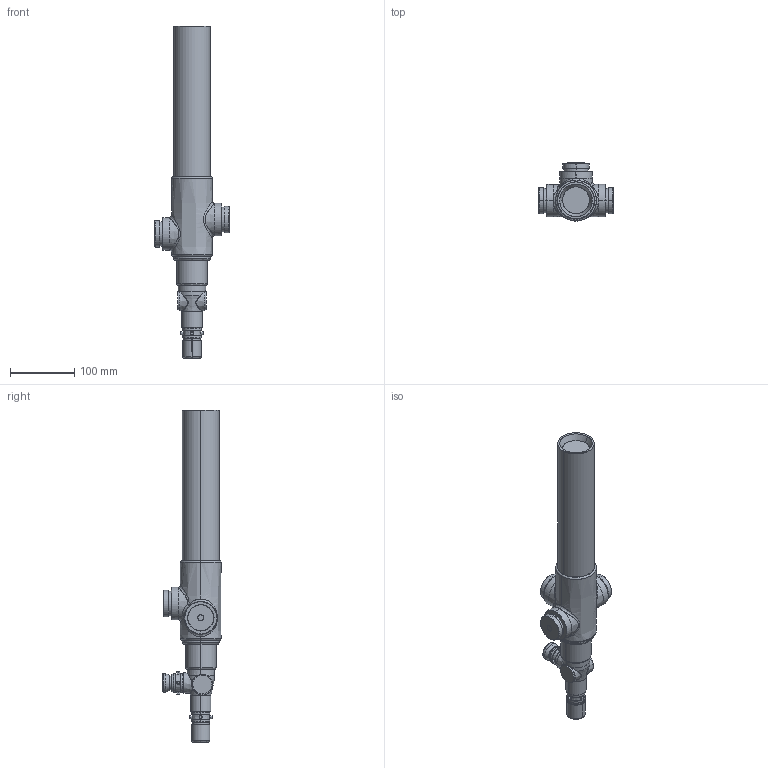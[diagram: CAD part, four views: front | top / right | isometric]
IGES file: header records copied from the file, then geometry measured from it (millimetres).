
Start section: SolidWorks IGES file using analytic representation for surfaces
Global section: file name: 71-2030 SHELL.IGS; native system: SolidWorks 2013; preprocessor: SolidWorks 2013; author: igipson; date: 130524.092829; units: millimetre
Bounding box: 117.47 x 90.81 x 517.37 mm (x, y, z)
Surface area: 111666.2 mm2 (no closed solid volume)
Topology: 0 solids, 0 shells, 246 faces, 5533 edges, 5533 vertices
Faces by surface type: revolution 140, bspline 106
